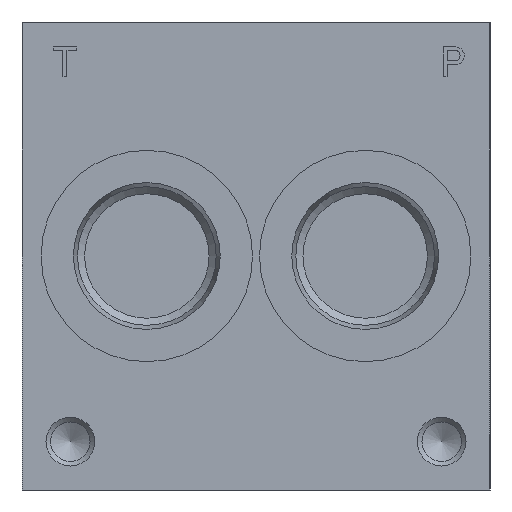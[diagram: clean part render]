
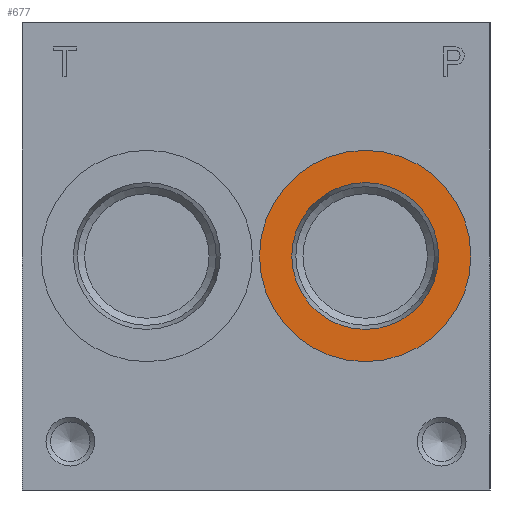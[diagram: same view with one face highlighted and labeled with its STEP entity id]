
A CAD part, left-side view. The second image highlights one B-rep face of the part: STEP entity #677.
In plain terms, the highlighted planar face has unit normal (-1, 0, 0).
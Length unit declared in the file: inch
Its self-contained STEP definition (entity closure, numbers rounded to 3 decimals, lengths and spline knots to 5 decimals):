
#677 = ADVANCED_FACE( '', ( #1752, #1753 ), #1754, .T. );
#1752 = FACE_BOUND( '', #3260, .T. );
#1753 = FACE_OUTER_BOUND( '', #3261, .T. );
#1754 = PLANE( '', #3262 );
#3260 = EDGE_LOOP( '', ( #5374 ) );
#3261 = EDGE_LOOP( '', ( #5375 ) );
#3262 = AXIS2_PLACEMENT_3D( '', #5376, #5377, #5378 );
#5374 = ORIENTED_EDGE( '', *, *, #8476, .T. );
#5375 = ORIENTED_EDGE( '', *, *, #8477, .F. );
#5376 = CARTESIAN_POINT( '', ( 0.031, 1.4775, 1.5 ) );
#5377 = DIRECTION( '', ( -1., 0., 0. ) );
#5378 = DIRECTION( '', ( 0., 0., 1. ) );
#8476 = EDGE_CURVE( '', #10225, #10225, #10226, .T. );
#8477 = EDGE_CURVE( '', #10227, #10227, #10228, .T. );
#10225 = VERTEX_POINT( '', #12512 );
#10226 = CIRCLE( '', #12513, 0.4705 );
#10227 = VERTEX_POINT( '', #12514 );
#10228 = CIRCLE( '', #12515, 0.6775 );
#12512 = CARTESIAN_POINT( '', ( 0.031, 0.8, 1.0295 ) );
#12513 = AXIS2_PLACEMENT_3D( '', #14563, #14564, #14565 );
#12514 = CARTESIAN_POINT( '', ( 0.031, 0.8, 0.8225 ) );
#12515 = AXIS2_PLACEMENT_3D( '', #14566, #14567, #14568 );
#14563 = CARTESIAN_POINT( '', ( 0.031, 0.8, 1.5 ) );
#14564 = DIRECTION( '', ( 1., 0., 0. ) );
#14565 = DIRECTION( '', ( 0., 0., -1. ) );
#14566 = CARTESIAN_POINT( '', ( 0.031, 0.8, 1.5 ) );
#14567 = DIRECTION( '', ( 1., 0., 0. ) );
#14568 = DIRECTION( '', ( 0., 0., -1. ) );
